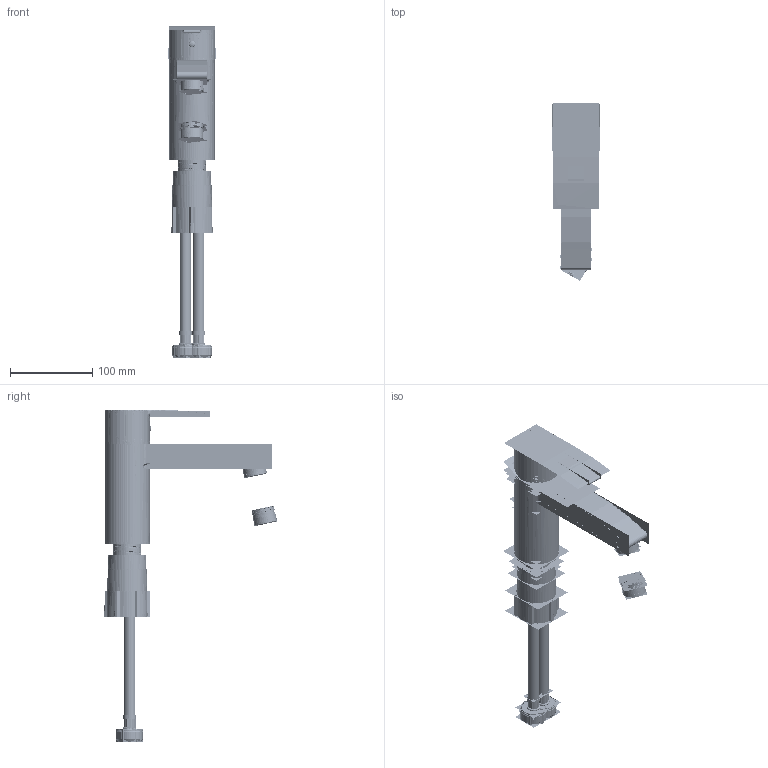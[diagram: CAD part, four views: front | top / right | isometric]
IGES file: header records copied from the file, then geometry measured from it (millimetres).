
Start section:  PTC IGES file: 1006034.igs
Global section: file name: 1006034.igs; native system: Pro/ENGINEER by Parametric Technology Corporation; preprocessor: 2008230; author: Administrator; organization: Unknown; date: 20140607.142431; units: millimetre
Bounding box: 57.2 x 215.79 x 403.49 mm (x, y, z)
Volume: 699909.8 mm3; surface area: 1550365.1 mm2
Topology: 16 solids, 28 shells, 2768 faces, 14602 edges, 18505 vertices
Faces by surface type: revolution 1496, bspline 1268, extrusion 4
